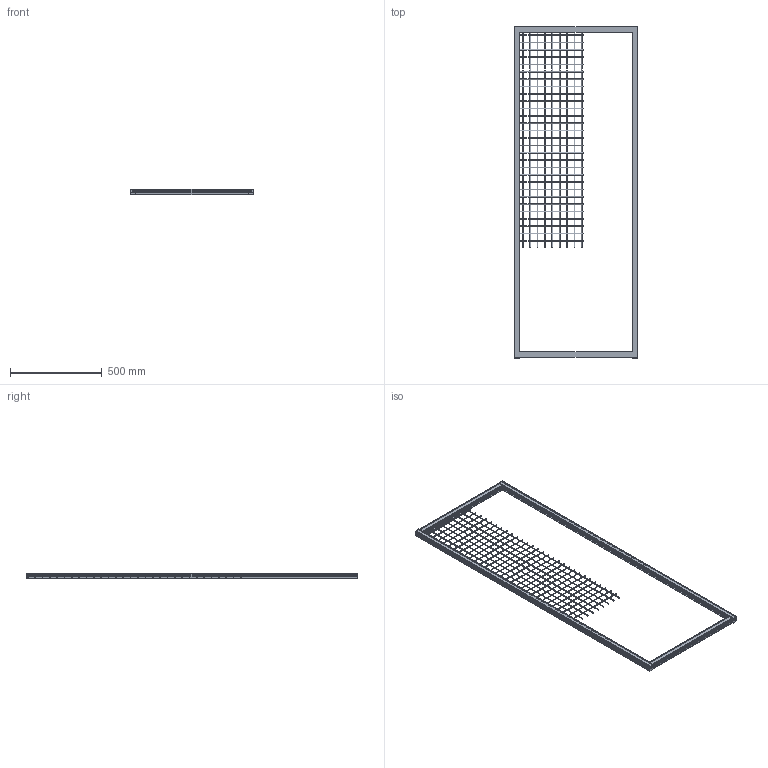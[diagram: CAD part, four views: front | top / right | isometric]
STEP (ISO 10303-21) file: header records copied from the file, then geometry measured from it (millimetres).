
FILE_DESCRIPTION(('STEP AP214'),'1');
FILE_NAME('cctmp_380914C7-17A3-4427-AE69-771EED6F3E29_2023_03_02_17_09_23_0105_17964..stp','2023-03-02T16:09:23',('Bosch Rexroth AG'),('CADClick - www.CADClick.com'),'Spatial InterOp 3D',' ','unknown authorization - (Healing Option Enabled)');
FILE_SCHEMA(('AUTOMOTIVE_DESIGN'));
Length unit declared in the file: millimetre
Products named in the file (2): 2023_03_02_17_09_23_0105
Bounding box: 670 x 1806 x 30 mm (x, y, z)
Volume: 1966570.5 mm3; surface area: 1843724.1 mm2
Topology: 2 solids, 6 shells, 441 faces, 1080 edges, 680 vertices
Faces by surface type: plane 289, cylinder 152
Entity records: 16505 total; most frequent: DIRECTION 2318, CARTESIAN_POINT 2203, ORIENTED_EDGE 2160, EDGE_CURVE 1080, AXIS2_PLACEMENT_3D 795, LINE 728, VECTOR 728, VERTEX_POINT 680
